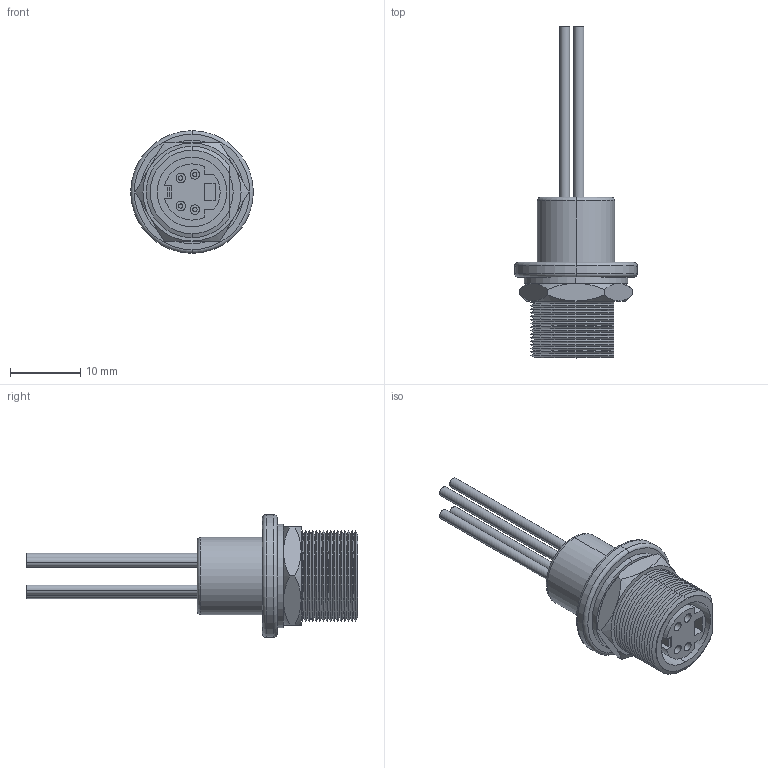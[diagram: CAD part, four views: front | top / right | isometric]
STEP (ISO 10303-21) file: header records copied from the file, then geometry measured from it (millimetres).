
FILE_DESCRIPTION (( 'STEP AP214' ), '1' );
FILE_NAME ('MD44FJR.STEP', '2019-06-27T19:47:57', ( '' ), ( '' ), 'SwSTEP 2.0', 'SolidWorks 2018', '' );
FILE_SCHEMA (( 'AUTOMOTIVE_DESIGN' ));
Length unit declared in the file: inch
Products named in the file (7): 3AA03-005; MD44FJF-MA1; 3AB11-001_no pin marking; 3AC03-002; MD44FJR; 3AA02-008; 3AB10-001_MD44FJR
Assembly tree (9 placements, depth 2):
  MD44FJR
    3AB10-001_MD44FJR
    3AA03-005
    3AA02-008
    3AB11-001_no pin marking
    3AC03-002  x4
    MD44FJF-MA1
Bounding box: 17.45 x 47.24 x 17.45 mm (x, y, z)
Volume: 2530.9 mm3; surface area: 4961.3 mm2
Topology: 9 solids, 9 shells, 562 faces, 1399 edges, 882 vertices
Faces by surface type: plane 213, cylinder 162, cone 147, bspline 34, torus 6
Entity records: 19145 total; most frequent: CARTESIAN_POINT 5532, ORIENTED_EDGE 2726, DIRECTION 2612, EDGE_CURVE 1363, AXIS2_PLACEMENT_3D 912, VERTEX_POINT 858, LINE 788, VECTOR 788
